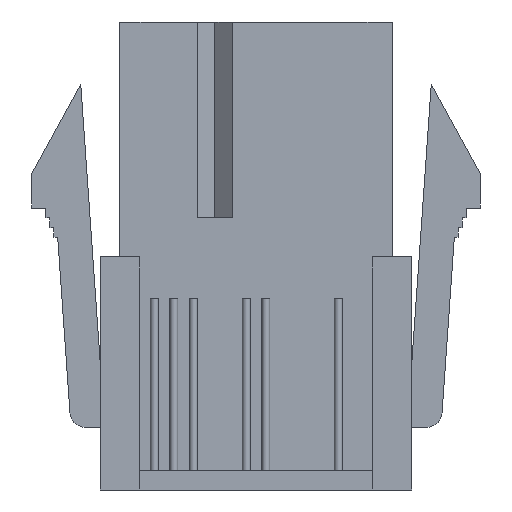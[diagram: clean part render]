
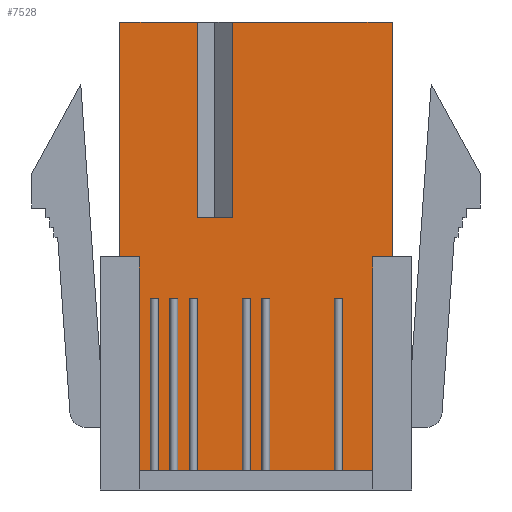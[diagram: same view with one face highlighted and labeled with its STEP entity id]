
A CAD part, front view. The second image highlights one B-rep face of the part: STEP entity #7528.
In plain terms, the highlighted planar face has unit normal (0, -1, 0).
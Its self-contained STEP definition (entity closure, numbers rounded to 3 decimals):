
#48=ORIENTED_EDGE('',*,*,#2284,.T.);
#49=ORIENTED_EDGE('',*,*,#2285,.F.);
#50=ORIENTED_EDGE('',*,*,#2286,.T.);
#51=ORIENTED_EDGE('',*,*,#2287,.T.);
#52=ORIENTED_EDGE('',*,*,#2288,.T.);
#53=ORIENTED_EDGE('',*,*,#2289,.F.);
#54=ORIENTED_EDGE('',*,*,#2290,.T.);
#55=ORIENTED_EDGE('',*,*,#2291,.T.);
#56=ORIENTED_EDGE('',*,*,#2292,.F.);
#57=ORIENTED_EDGE('',*,*,#2293,.F.);
#58=ORIENTED_EDGE('',*,*,#2294,.T.);
#59=ORIENTED_EDGE('',*,*,#2295,.T.);
#60=ORIENTED_EDGE('',*,*,#2296,.F.);
#61=ORIENTED_EDGE('',*,*,#2297,.F.);
#62=ORIENTED_EDGE('',*,*,#2298,.T.);
#63=ORIENTED_EDGE('',*,*,#2299,.T.);
#64=ORIENTED_EDGE('',*,*,#2300,.F.);
#65=ORIENTED_EDGE('',*,*,#2301,.F.);
#66=ORIENTED_EDGE('',*,*,#2302,.F.);
#67=ORIENTED_EDGE('',*,*,#2303,.T.);
#68=ORIENTED_EDGE('',*,*,#2304,.F.);
#69=ORIENTED_EDGE('',*,*,#2305,.F.);
#70=ORIENTED_EDGE('',*,*,#2306,.T.);
#71=ORIENTED_EDGE('',*,*,#2307,.T.);
#72=ORIENTED_EDGE('',*,*,#2308,.F.);
#73=ORIENTED_EDGE('',*,*,#2309,.F.);
#74=ORIENTED_EDGE('',*,*,#2310,.T.);
#75=ORIENTED_EDGE('',*,*,#2311,.T.);
#76=ORIENTED_EDGE('',*,*,#2312,.F.);
#77=ORIENTED_EDGE('',*,*,#2313,.F.);
#78=ORIENTED_EDGE('',*,*,#2314,.T.);
#79=ORIENTED_EDGE('',*,*,#2315,.T.);
#80=ORIENTED_EDGE('',*,*,#2316,.F.);
#81=ORIENTED_EDGE('',*,*,#2317,.F.);
#82=ORIENTED_EDGE('',*,*,#2318,.T.);
#83=ORIENTED_EDGE('',*,*,#2319,.T.);
#2284=EDGE_CURVE('',#3402,#3403,#4134,.T.);
#2285=EDGE_CURVE('',#3404,#3403,#4135,.T.);
#2286=EDGE_CURVE('',#3404,#3405,#4136,.T.);
#2287=EDGE_CURVE('',#3405,#3406,#4137,.T.);
#2288=EDGE_CURVE('',#3406,#3407,#4138,.T.);
#2289=EDGE_CURVE('',#3408,#3407,#4139,.T.);
#2290=EDGE_CURVE('',#3408,#3409,#4140,.T.);
#2291=EDGE_CURVE('',#3409,#3410,#4141,.T.);
#2292=EDGE_CURVE('',#3411,#3410,#4142,.T.);
#2293=EDGE_CURVE('',#3412,#3411,#4143,.T.);
#2294=EDGE_CURVE('',#3412,#3413,#4144,.T.);
#2295=EDGE_CURVE('',#3413,#3414,#4145,.T.);
#2296=EDGE_CURVE('',#3415,#3414,#4146,.T.);
#2297=EDGE_CURVE('',#3416,#3415,#4147,.T.);
#2298=EDGE_CURVE('',#3416,#3417,#4148,.T.);
#2299=EDGE_CURVE('',#3417,#3418,#4149,.T.);
#2300=EDGE_CURVE('',#3419,#3418,#4150,.T.);
#2301=EDGE_CURVE('',#3420,#3419,#4151,.T.);
#2302=EDGE_CURVE('',#3421,#3420,#4152,.T.);
#2303=EDGE_CURVE('',#3421,#3422,#4153,.T.);
#2304=EDGE_CURVE('',#3423,#3422,#4154,.T.);
#2305=EDGE_CURVE('',#3424,#3423,#4155,.T.);
#2306=EDGE_CURVE('',#3424,#3425,#4156,.T.);
#2307=EDGE_CURVE('',#3425,#3426,#4157,.T.);
#2308=EDGE_CURVE('',#3427,#3426,#4158,.T.);
#2309=EDGE_CURVE('',#3428,#3427,#4159,.T.);
#2310=EDGE_CURVE('',#3428,#3429,#4160,.T.);
#2311=EDGE_CURVE('',#3429,#3430,#4161,.T.);
#2312=EDGE_CURVE('',#3431,#3430,#4162,.T.);
#2313=EDGE_CURVE('',#3432,#3431,#4163,.T.);
#2314=EDGE_CURVE('',#3432,#3433,#4164,.T.);
#2315=EDGE_CURVE('',#3433,#3434,#4165,.T.);
#2316=EDGE_CURVE('',#3435,#3434,#4166,.T.);
#2317=EDGE_CURVE('',#3436,#3435,#4167,.T.);
#2318=EDGE_CURVE('',#3436,#3437,#4168,.T.);
#2319=EDGE_CURVE('',#3437,#3402,#4169,.T.);
#3402=VERTEX_POINT('',#10261);
#3403=VERTEX_POINT('',#10262);
#3404=VERTEX_POINT('',#10264);
#3405=VERTEX_POINT('',#10266);
#3406=VERTEX_POINT('',#10268);
#3407=VERTEX_POINT('',#10270);
#3408=VERTEX_POINT('',#10272);
#3409=VERTEX_POINT('',#10274);
#3410=VERTEX_POINT('',#10276);
#3411=VERTEX_POINT('',#10278);
#3412=VERTEX_POINT('',#10280);
#3413=VERTEX_POINT('',#10282);
#3414=VERTEX_POINT('',#10284);
#3415=VERTEX_POINT('',#10286);
#3416=VERTEX_POINT('',#10288);
#3417=VERTEX_POINT('',#10290);
#3418=VERTEX_POINT('',#10292);
#3419=VERTEX_POINT('',#10294);
#3420=VERTEX_POINT('',#10296);
#3421=VERTEX_POINT('',#10298);
#3422=VERTEX_POINT('',#10300);
#3423=VERTEX_POINT('',#10302);
#3424=VERTEX_POINT('',#10304);
#3425=VERTEX_POINT('',#10306);
#3426=VERTEX_POINT('',#10308);
#3427=VERTEX_POINT('',#10310);
#3428=VERTEX_POINT('',#10312);
#3429=VERTEX_POINT('',#10314);
#3430=VERTEX_POINT('',#10316);
#3431=VERTEX_POINT('',#10318);
#3432=VERTEX_POINT('',#10320);
#3433=VERTEX_POINT('',#10322);
#3434=VERTEX_POINT('',#10324);
#3435=VERTEX_POINT('',#10326);
#3436=VERTEX_POINT('',#10328);
#3437=VERTEX_POINT('',#10330);
#4134=LINE('',#10260,#5236);
#4135=LINE('',#10263,#5237);
#4136=LINE('',#10265,#5238);
#4137=LINE('',#10267,#5239);
#4138=LINE('',#10269,#5240);
#4139=LINE('',#10271,#5241);
#4140=LINE('',#10273,#5242);
#4141=LINE('',#10275,#5243);
#4142=LINE('',#10277,#5244);
#4143=LINE('',#10279,#5245);
#4144=LINE('',#10281,#5246);
#4145=LINE('',#10283,#5247);
#4146=LINE('',#10285,#5248);
#4147=LINE('',#10287,#5249);
#4148=LINE('',#10289,#5250);
#4149=LINE('',#10291,#5251);
#4150=LINE('',#10293,#5252);
#4151=LINE('',#10295,#5253);
#4152=LINE('',#10297,#5254);
#4153=LINE('',#10299,#5255);
#4154=LINE('',#10301,#5256);
#4155=LINE('',#10303,#5257);
#4156=LINE('',#10305,#5258);
#4157=LINE('',#10307,#5259);
#4158=LINE('',#10309,#5260);
#4159=LINE('',#10311,#5261);
#4160=LINE('',#10313,#5262);
#4161=LINE('',#10315,#5263);
#4162=LINE('',#10317,#5264);
#4163=LINE('',#10319,#5265);
#4164=LINE('',#10321,#5266);
#4165=LINE('',#10323,#5267);
#4166=LINE('',#10325,#5268);
#4167=LINE('',#10327,#5269);
#4168=LINE('',#10329,#5270);
#4169=LINE('',#10331,#5271);
#5236=VECTOR('',#8344,1000.);
#5237=VECTOR('',#8345,1000.);
#5238=VECTOR('',#8346,1000.);
#5239=VECTOR('',#8347,1000.);
#5240=VECTOR('',#8348,1000.);
#5241=VECTOR('',#8349,1000.);
#5242=VECTOR('',#8350,1000.);
#5243=VECTOR('',#8351,1000.);
#5244=VECTOR('',#8352,1000.);
#5245=VECTOR('',#8353,1000.);
#5246=VECTOR('',#8354,1000.);
#5247=VECTOR('',#8355,1000.);
#5248=VECTOR('',#8356,1000.);
#5249=VECTOR('',#8357,1000.);
#5250=VECTOR('',#8358,1000.);
#5251=VECTOR('',#8359,1000.);
#5252=VECTOR('',#8360,1000.);
#5253=VECTOR('',#8361,1000.);
#5254=VECTOR('',#8362,1000.);
#5255=VECTOR('',#8363,1000.);
#5256=VECTOR('',#8364,1000.);
#5257=VECTOR('',#8365,1000.);
#5258=VECTOR('',#8366,1000.);
#5259=VECTOR('',#8367,1000.);
#5260=VECTOR('',#8368,1000.);
#5261=VECTOR('',#8369,1000.);
#5262=VECTOR('',#8370,1000.);
#5263=VECTOR('',#8371,1000.);
#5264=VECTOR('',#8372,1000.);
#5265=VECTOR('',#8373,1000.);
#5266=VECTOR('',#8374,1000.);
#5267=VECTOR('',#8375,1000.);
#5268=VECTOR('',#8376,1000.);
#5269=VECTOR('',#8377,1000.);
#5270=VECTOR('',#8378,1000.);
#5271=VECTOR('',#8379,1000.);
#6338=EDGE_LOOP('',(#48,#49,#50,#51,#52,#53,#54,#55,#56,#57,#58,#59,#60,
#61,#62,#63,#64,#65,#66,#67,#68,#69,#70,#71,#72,#73,#74,#75,#76,#77,#78,
#79,#80,#81,#82,#83));
#6742=FACE_BOUND('',#6338,.T.);
#7146=PLANE('',#7933);
#7528=ADVANCED_FACE('',(#6742),#7146,.T.);
#7933=AXIS2_PLACEMENT_3D('',#10259,#8342,#8343);
#8342=DIRECTION('',(0.,-1.,0.));
#8343=DIRECTION('',(0.,0.,-1.));
#8344=DIRECTION('',(-1.,0.,0.));
#8345=DIRECTION('',(0.,0.,1.));
#8346=DIRECTION('',(-1.,0.,0.));
#8347=DIRECTION('',(0.,0.,1.));
#8348=DIRECTION('',(-1.,0.,0.));
#8349=DIRECTION('',(0.,0.,1.));
#8350=DIRECTION('',(1.,0.,0.));
#8351=DIRECTION('',(0.,0.,-1.));
#8352=DIRECTION('',(-1.,0.,0.));
#8353=DIRECTION('',(0.,0.,-1.));
#8354=DIRECTION('',(1.,0.,0.));
#8355=DIRECTION('',(0.,0.,-1.));
#8356=DIRECTION('',(-1.,0.,0.));
#8357=DIRECTION('',(0.,0.,-1.));
#8358=DIRECTION('',(1.,0.,0.));
#8359=DIRECTION('',(0.,0.,-1.));
#8360=DIRECTION('',(-1.,0.,0.));
#8361=DIRECTION('',(0.,0.,-1.));
#8362=DIRECTION('',(-1.,0.,0.));
#8363=DIRECTION('',(0.,0.,-1.));
#8364=DIRECTION('',(-1.,0.,0.));
#8365=DIRECTION('',(0.,0.,-1.));
#8366=DIRECTION('',(1.,0.,0.));
#8367=DIRECTION('',(0.,0.,-1.));
#8368=DIRECTION('',(-1.,0.,0.));
#8369=DIRECTION('',(0.,0.,-1.));
#8370=DIRECTION('',(1.,0.,0.));
#8371=DIRECTION('',(0.,0.,-1.));
#8372=DIRECTION('',(-1.,0.,0.));
#8373=DIRECTION('',(0.,0.,-1.));
#8374=DIRECTION('',(1.,0.,0.));
#8375=DIRECTION('',(0.,0.,-1.));
#8376=DIRECTION('',(-1.,0.,0.));
#8377=DIRECTION('',(0.,0.,-1.));
#8378=DIRECTION('',(1.,0.,0.));
#8379=DIRECTION('',(0.,0.,1.));
#10259=CARTESIAN_POINT('',(6.95,-4.8,-11.95));
#10260=CARTESIAN_POINT('',(6.95,-4.8,11.95));
#10261=CARTESIAN_POINT('',(6.95,-4.8,11.95));
#10262=CARTESIAN_POINT('',(-1.2,-4.8,11.95));
#10263=CARTESIAN_POINT('',(-1.2,-4.8,1.95));
#10264=CARTESIAN_POINT('',(-1.2,-4.8,1.95));
#10265=CARTESIAN_POINT('',(-1.2,-4.8,1.95));
#10266=CARTESIAN_POINT('',(-3.,-4.8,1.95));
#10267=CARTESIAN_POINT('',(-3.,-4.8,1.95));
#10268=CARTESIAN_POINT('',(-3.,-4.8,11.95));
#10269=CARTESIAN_POINT('',(6.95,-4.8,11.95));
#10270=CARTESIAN_POINT('',(-6.95,-4.8,11.95));
#10271=CARTESIAN_POINT('',(-6.95,-4.8,-11.95));
#10272=CARTESIAN_POINT('',(-6.95,-4.8,-0.05));
#10273=CARTESIAN_POINT('',(-6.95,-4.8,-0.05));
#10274=CARTESIAN_POINT('',(-5.95,-4.8,-0.05));
#10275=CARTESIAN_POINT('',(-5.95,-4.8,-0.05));
#10276=CARTESIAN_POINT('',(-5.95,-4.8,-10.95));
#10277=CARTESIAN_POINT('',(5.95,-4.8,-10.95));
#10278=CARTESIAN_POINT('',(-5.399,-4.8,-10.95));
#10279=CARTESIAN_POINT('',(-5.399,-4.8,-2.15));
#10280=CARTESIAN_POINT('',(-5.399,-4.8,-2.15));
#10281=CARTESIAN_POINT('',(-4.999,-4.8,-2.15));
#10282=CARTESIAN_POINT('',(-4.999,-4.8,-2.15));
#10283=CARTESIAN_POINT('',(-4.999,-4.8,-2.15));
#10284=CARTESIAN_POINT('',(-4.999,-4.8,-10.95));
#10285=CARTESIAN_POINT('',(5.95,-4.8,-10.95));
#10286=CARTESIAN_POINT('',(-4.399,-4.8,-10.95));
#10287=CARTESIAN_POINT('',(-4.399,-4.8,-2.15));
#10288=CARTESIAN_POINT('',(-4.399,-4.8,-2.15));
#10289=CARTESIAN_POINT('',(-4.399,-4.8,-2.15));
#10290=CARTESIAN_POINT('',(-3.999,-4.8,-2.15));
#10291=CARTESIAN_POINT('',(-3.999,-4.8,-2.15));
#10292=CARTESIAN_POINT('',(-3.999,-4.8,-10.95));
#10293=CARTESIAN_POINT('',(5.95,-4.8,-10.95));
#10294=CARTESIAN_POINT('',(-3.399,-4.8,-10.95));
#10295=CARTESIAN_POINT('',(-3.399,-4.8,-2.15));
#10296=CARTESIAN_POINT('',(-3.399,-4.8,-2.15));
#10297=CARTESIAN_POINT('',(-2.999,-4.8,-2.15));
#10298=CARTESIAN_POINT('',(-2.999,-4.8,-2.15));
#10299=CARTESIAN_POINT('',(-2.999,-4.8,-2.15));
#10300=CARTESIAN_POINT('',(-2.999,-4.8,-10.95));
#10301=CARTESIAN_POINT('',(5.95,-4.8,-10.95));
#10302=CARTESIAN_POINT('',(-0.7,-4.8,-10.95));
#10303=CARTESIAN_POINT('',(-0.7,-4.8,-2.15));
#10304=CARTESIAN_POINT('',(-0.7,-4.8,-2.15));
#10305=CARTESIAN_POINT('',(-0.3,-4.8,-2.15));
#10306=CARTESIAN_POINT('',(-0.3,-4.8,-2.15));
#10307=CARTESIAN_POINT('',(-0.3,-4.8,-2.15));
#10308=CARTESIAN_POINT('',(-0.3,-4.8,-10.95));
#10309=CARTESIAN_POINT('',(5.95,-4.8,-10.95));
#10310=CARTESIAN_POINT('',(0.3,-4.8,-10.95));
#10311=CARTESIAN_POINT('',(0.3,-4.8,-2.15));
#10312=CARTESIAN_POINT('',(0.3,-4.8,-2.15));
#10313=CARTESIAN_POINT('',(0.3,-4.8,-2.15));
#10314=CARTESIAN_POINT('',(0.7,-4.8,-2.15));
#10315=CARTESIAN_POINT('',(0.7,-4.8,-2.15));
#10316=CARTESIAN_POINT('',(0.7,-4.8,-10.95));
#10317=CARTESIAN_POINT('',(5.95,-4.8,-10.95));
#10318=CARTESIAN_POINT('',(4.,-4.8,-10.95));
#10319=CARTESIAN_POINT('',(4.,-4.8,-2.15));
#10320=CARTESIAN_POINT('',(4.,-4.8,-2.15));
#10321=CARTESIAN_POINT('',(4.4,-4.8,-2.15));
#10322=CARTESIAN_POINT('',(4.4,-4.8,-2.15));
#10323=CARTESIAN_POINT('',(4.4,-4.8,-2.15));
#10324=CARTESIAN_POINT('',(4.4,-4.8,-10.95));
#10325=CARTESIAN_POINT('',(5.95,-4.8,-10.95));
#10326=CARTESIAN_POINT('',(5.95,-4.8,-10.95));
#10327=CARTESIAN_POINT('',(5.95,-4.8,-0.05));
#10328=CARTESIAN_POINT('',(5.95,-4.8,-0.05));
#10329=CARTESIAN_POINT('',(5.95,-4.8,-0.05));
#10330=CARTESIAN_POINT('',(6.95,-4.8,-0.05));
#10331=CARTESIAN_POINT('',(6.95,-4.8,-11.95));
